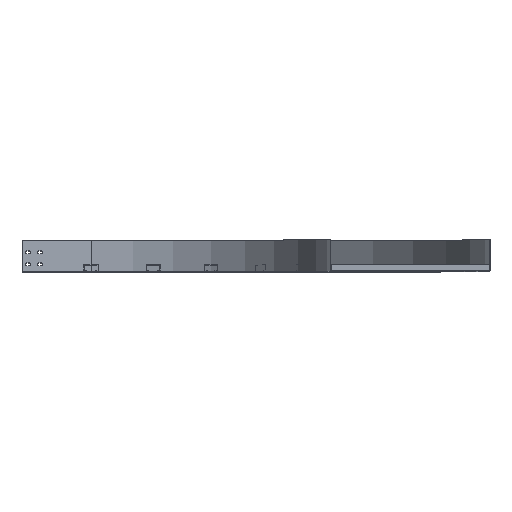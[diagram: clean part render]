
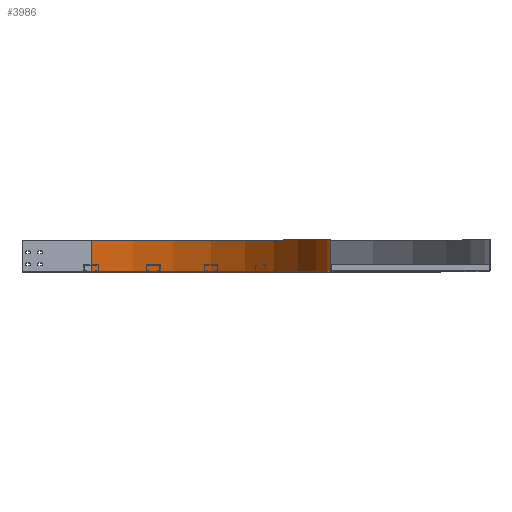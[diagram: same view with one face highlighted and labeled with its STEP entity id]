
A CAD part, top view. The second image highlights one B-rep face of the part: STEP entity #3986.
In plain terms, the highlighted cylindrical face has radius 600 mm (diameter 1200 mm), a partial arc.
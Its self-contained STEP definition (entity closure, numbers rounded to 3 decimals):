
#91 = AXIS2_PLACEMENT_3D ( 'NONE', #3496, #3494, #3492 ) ;
#203 = CARTESIAN_POINT ( 'NONE',  ( 0., 37.07, -173. ) ) ;
#206 = CARTESIAN_POINT ( 'NONE',  ( 0., -41.13, -173. ) ) ;
#209 = CARTESIAN_POINT ( 'NONE',  ( -600., 37.07, -773. ) ) ;
#210 = CARTESIAN_POINT ( 'NONE',  ( -600., -41.13, -773. ) ) ;
#382 = VERTEX_POINT ( 'NONE', #203 ) ;
#385 = VERTEX_POINT ( 'NONE', #206 ) ;
#388 = VERTEX_POINT ( 'NONE', #209 ) ;
#389 = VERTEX_POINT ( 'NONE', #210 ) ;
#1321 = ORIENTED_EDGE ( 'NONE', *, *, #7933, .F. ) ;
#1322 = ORIENTED_EDGE ( 'NONE', *, *, #7934, .T. ) ;
#1323 = ORIENTED_EDGE ( 'NONE', *, *, #7935, .T. ) ;
#1324 = ORIENTED_EDGE ( 'NONE', *, *, #7936, .F. ) ;
#3492 = DIRECTION ( 'NONE',  ( 0., 0., 1. ) ) ;
#3494 = DIRECTION ( 'NONE',  ( 0., 1., 0. ) ) ;
#3496 = CARTESIAN_POINT ( 'NONE',  ( -600., 0., -173. ) ) ;
#3606 = FACE_OUTER_BOUND ( 'NONE', #4175, .T. ) ;
#3611 = CYLINDRICAL_SURFACE ( 'NONE', #91, 600. ) ;
#3986 = ADVANCED_FACE ( 'NONE', ( #3606 ), #3611, .F. ) ;
#4175 = EDGE_LOOP ( 'NONE', ( #1321, #1322, #1323, #1324 ) ) ;
#6392 = AXIS2_PLACEMENT_3D ( 'NONE', #7253, #7255, #7256 ) ;
#6393 = AXIS2_PLACEMENT_3D ( 'NONE', #7263, #7265, #7267 ) ;
#6868 = CIRCLE ( 'NONE', #6392, 600. ) ;
#6871 = LINE ( 'NONE', #7230, #6873 ) ;
#6872 = LINE ( 'NONE', #7251, #6876 ) ;
#6873 = VECTOR ( 'NONE', #7228, 1000. ) ;
#6875 = CIRCLE ( 'NONE', #6393, 600. ) ;
#6876 = VECTOR ( 'NONE', #7247, 1000. ) ;
#7228 = DIRECTION ( 'NONE',  ( 0., -1., 0. ) ) ;
#7230 = CARTESIAN_POINT ( 'NONE',  ( 0., -41.13, -173. ) ) ;
#7247 = DIRECTION ( 'NONE',  ( 0., -1., 0. ) ) ;
#7251 = CARTESIAN_POINT ( 'NONE',  ( -600., -41.13, -773. ) ) ;
#7253 = CARTESIAN_POINT ( 'NONE',  ( -600., 37.07, -173. ) ) ;
#7255 = DIRECTION ( 'NONE',  ( 0., 1., 0. ) ) ;
#7256 = DIRECTION ( 'NONE',  ( 0., 0., 1. ) ) ;
#7263 = CARTESIAN_POINT ( 'NONE',  ( -600., -41.13, -173. ) ) ;
#7265 = DIRECTION ( 'NONE',  ( 0., 1., 0. ) ) ;
#7267 = DIRECTION ( 'NONE',  ( 0., 0., 1. ) ) ;
#7933 = EDGE_CURVE ( 'NONE', #382, #385, #6871, .T. ) ;
#7934 = EDGE_CURVE ( 'NONE', #382, #388, #6868, .T. ) ;
#7935 = EDGE_CURVE ( 'NONE', #388, #389, #6872, .T. ) ;
#7936 = EDGE_CURVE ( 'NONE', #385, #389, #6875, .T. ) ;
